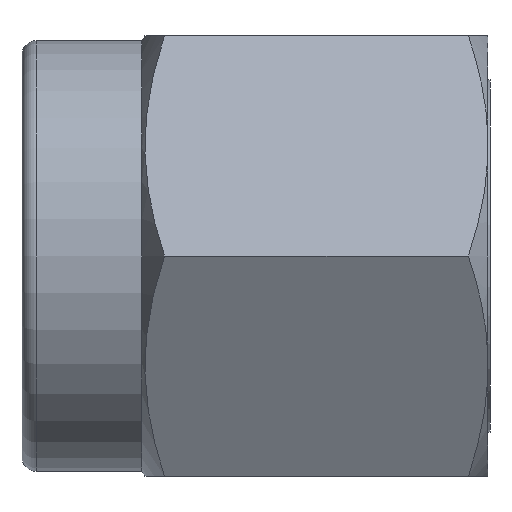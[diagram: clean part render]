
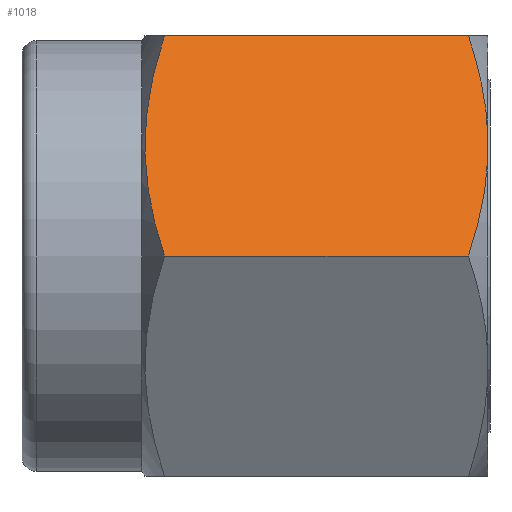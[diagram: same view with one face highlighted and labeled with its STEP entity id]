
A CAD part, front view. The second image highlights one B-rep face of the part: STEP entity #1018.
In plain terms, the highlighted planar face has unit normal (0, -0.866, 0.5).
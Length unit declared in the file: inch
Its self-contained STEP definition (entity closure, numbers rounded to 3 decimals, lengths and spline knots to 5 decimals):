
#2 = CARTESIAN_POINT ( 'NONE',  ( -0.01555, -0.18013, 0. ) ) ;
#86 = EDGE_CURVE ( 'NONE', #1826, #2019, #609, .T. ) ;
#114 = CARTESIAN_POINT ( 'NONE',  ( -0.11955, -0.09007, 0.156 ) ) ;
#186 = CARTESIAN_POINT ( 'NONE',  ( 0.21152, -0.15333, 0.04642 ) ) ;
#187 = VERTEX_POINT ( 'NONE', #717 ) ;
#226 = ORIENTED_EDGE ( 'NONE', *, *, #1674, .F. ) ;
#291 = VECTOR ( 'NONE', #518, 39.37008 ) ;
#332 = ORIENTED_EDGE ( 'NONE', *, *, #1394, .F. ) ;
#436 = CARTESIAN_POINT ( 'NONE',  ( -0.01555, -0.09007, 0.156 ) ) ;
#441 = PLANE ( 'NONE',  #1430 ) ;
#472 = VECTOR ( 'NONE', #2363, 39.37008 ) ;
#518 = DIRECTION ( 'NONE',  ( -1., 0., 0. ) ) ;
#531 = CARTESIAN_POINT ( 'NONE',  ( -0.02946, -0.1505, 0.05133 ) ) ;
#609 = B_SPLINE_CURVE_WITH_KNOTS ( 'NONE', 3,
 ( #2, #1926, #531, #1137, #2262, #956, #2077, #761 ),
 .UNSPECIFIED., .F., .F.,
 ( 4, 2, 2, 4 ),
 ( 0., 0.00231, 0.00347, 0.00462 ),
 .UNSPECIFIED. ) ;
#613 = EDGE_CURVE ( 'NONE', #682, #187, #2032, .T. ) ;
#617 = LINE ( 'NONE', #1233, #472 ) ;
#638 = VERTEX_POINT ( 'NONE', #905 ) ;
#658 = ORIENTED_EDGE ( 'NONE', *, *, #86, .F. ) ;
#682 = VERTEX_POINT ( 'NONE', #1630 ) ;
#712 = CARTESIAN_POINT ( 'NONE',  ( 0.21156, -0.11703, 0.1093 ) ) ;
#717 = CARTESIAN_POINT ( 'NONE',  ( 0.2135, -0.13068, 0.08565 ) ) ;
#761 = CARTESIAN_POINT ( 'NONE',  ( -0.01555, -0.09007, 0.156 ) ) ;
#789 = LINE ( 'NONE', #114, #2014 ) ;
#809 = ORIENTED_EDGE ( 'NONE', *, *, #613, .F. ) ;
#873 = LINE ( 'NONE', #2215, #291 ) ;
#905 = CARTESIAN_POINT ( 'NONE',  ( 0.19971, -0.18013, 0. ) ) ;
#951 = CARTESIAN_POINT ( 'NONE',  ( -0.01555, -0.18013, 0. ) ) ;
#956 = CARTESIAN_POINT ( 'NONE',  ( -0.0233, -0.10485, 0.13039 ) ) ;
#999 = DIRECTION ( 'NONE',  ( 0., 0.5, 0.866 ) ) ;
#1018 = ADVANCED_FACE ( 'NONE', ( #1597 ), #441, .T. ) ;
#1087 = ORIENTED_EDGE ( 'NONE', *, *, #2207, .F. ) ;
#1128 = CARTESIAN_POINT ( 'NONE',  ( 0.19971, -0.18013, 0. ) ) ;
#1137 = CARTESIAN_POINT ( 'NONE',  ( -0.02949, -0.12753, 0.09111 ) ) ;
#1164 = EDGE_CURVE ( 'NONE', #1444, #638, #1736, .T. ) ;
#1180 = CARTESIAN_POINT ( 'NONE',  ( -0.11955, -0.09007, 0.156 ) ) ;
#1233 = CARTESIAN_POINT ( 'NONE',  ( 0.2135, -0.09007, 0.156 ) ) ;
#1310 = CARTESIAN_POINT ( 'NONE',  ( 0.20673, -0.1669, 0.02292 ) ) ;
#1318 = CARTESIAN_POINT ( 'NONE',  ( 0.21305, -0.14638, 0.05846 ) ) ;
#1343 = EDGE_LOOP ( 'NONE', ( #226, #658, #1087, #2342, #332, #809 ) ) ;
#1394 = EDGE_CURVE ( 'NONE', #187, #1444, #617, .T. ) ;
#1430 = AXIS2_PLACEMENT_3D ( 'NONE', #1180, #2308, #999 ) ;
#1444 = VERTEX_POINT ( 'NONE', #1804 ) ;
#1449 = CARTESIAN_POINT ( 'NONE',  ( 0.2135, -0.13068, 0.08565 ) ) ;
#1597 = FACE_OUTER_BOUND ( 'NONE', #1343, .T. ) ;
#1630 = CARTESIAN_POINT ( 'NONE',  ( 0.19971, -0.09007, 0.156 ) ) ;
#1674 = EDGE_CURVE ( 'NONE', #2019, #682, #789, .T. ) ;
#1697 = CARTESIAN_POINT ( 'NONE',  ( 0.2135, -0.13952, 0.07035 ) ) ;
#1736 = B_SPLINE_CURVE_WITH_KNOTS ( 'NONE', 3,
 ( #1697, #1318, #186, #1310, #2440, #1128 ),
 .UNSPECIFIED., .F., .F.,
 ( 4, 2, 4 ),
 ( 0.00597, 0.00702, 0.00806 ),
 .UNSPECIFIED. ) ;
#1804 = CARTESIAN_POINT ( 'NONE',  ( 0.2135, -0.13952, 0.07035 ) ) ;
#1826 = VERTEX_POINT ( 'NONE', #951 ) ;
#1845 = CARTESIAN_POINT ( 'NONE',  ( 0.21305, -0.12384, 0.09751 ) ) ;
#1926 = CARTESIAN_POINT ( 'NONE',  ( -0.02404, -0.16543, 0.02547 ) ) ;
#2014 = VECTOR ( 'NONE', #2381, 39.37008 ) ;
#2019 = VERTEX_POINT ( 'NONE', #436 ) ;
#2027 = CARTESIAN_POINT ( 'NONE',  ( 0.20681, -0.10348, 0.13277 ) ) ;
#2032 = B_SPLINE_CURVE_WITH_KNOTS ( 'NONE', 3,
 ( #2038, #2217, #2027, #712, #1845, #1449 ),
 .UNSPECIFIED., .F., .F.,
 ( 4, 2, 4 ),
 ( 0.00342, 0.00447, 0.00552 ),
 .UNSPECIFIED. ) ;
#2038 = CARTESIAN_POINT ( 'NONE',  ( 0.19971, -0.09007, 0.156 ) ) ;
#2077 = CARTESIAN_POINT ( 'NONE',  ( -0.0198, -0.09743, 0.14325 ) ) ;
#2207 = EDGE_CURVE ( 'NONE', #638, #1826, #873, .T. ) ;
#2215 = CARTESIAN_POINT ( 'NONE',  ( 0.34765, -0.18013, 0. ) ) ;
#2217 = CARTESIAN_POINT ( 'NONE',  ( 0.20355, -0.09671, 0.1445 ) ) ;
#2262 = CARTESIAN_POINT ( 'NONE',  ( -0.02816, -0.11988, 0.10436 ) ) ;
#2308 = DIRECTION ( 'NONE',  ( 0., -0.866, 0.5 ) ) ;
#2342 = ORIENTED_EDGE ( 'NONE', *, *, #1164, .F. ) ;
#2363 = DIRECTION ( 'NONE',  ( 0., -0.5, -0.866 ) ) ;
#2381 = DIRECTION ( 'NONE',  ( 1., 0., 0. ) ) ;
#2440 = CARTESIAN_POINT ( 'NONE',  ( 0.20351, -0.17356, 0.01139 ) ) ;
